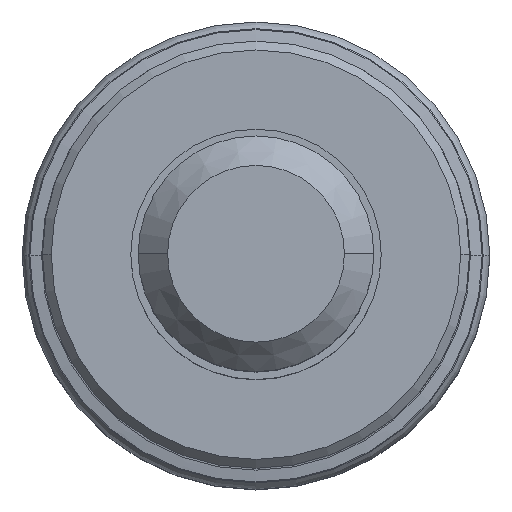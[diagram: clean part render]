
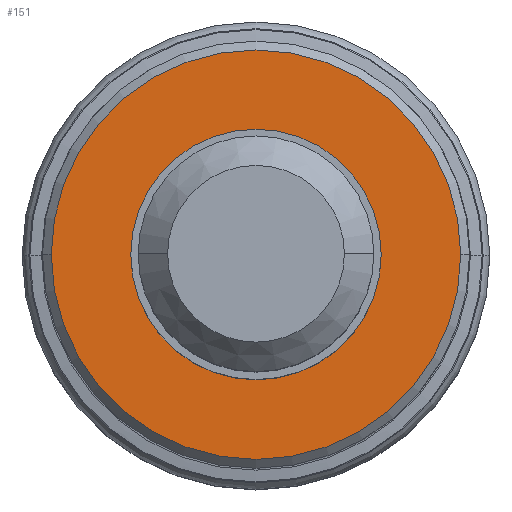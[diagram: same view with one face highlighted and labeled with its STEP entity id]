
A CAD part, top view. The second image highlights one B-rep face of the part: STEP entity #151.
In plain terms, the highlighted planar face has unit normal (0, 0, 1).
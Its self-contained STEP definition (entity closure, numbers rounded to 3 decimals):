
#28=PLANE('',#1273);
#33=FACE_BOUND('',#298,.T.);
#34=FACE_BOUND('',#299,.T.);
#151=ADVANCED_FACE('',(#33,#34),#28,.F.);
#298=EDGE_LOOP('',(#469,#470,#471,#472));
#299=EDGE_LOOP('',(#473,#474));
#469=ORIENTED_EDGE('',*,*,#789,.F.);
#470=ORIENTED_EDGE('',*,*,#790,.F.);
#471=ORIENTED_EDGE('',*,*,#788,.F.);
#472=ORIENTED_EDGE('',*,*,#787,.F.);
#473=ORIENTED_EDGE('',*,*,#791,.F.);
#474=ORIENTED_EDGE('',*,*,#792,.F.);
#671=VERTEX_POINT('',#2788);
#672=VERTEX_POINT('',#2790);
#673=VERTEX_POINT('',#2792);
#674=VERTEX_POINT('',#2796);
#675=VERTEX_POINT('',#2799);
#676=VERTEX_POINT('',#2800);
#787=EDGE_CURVE('',#672,#673,#955,.T.);
#788=EDGE_CURVE('',#673,#671,#956,.T.);
#789=EDGE_CURVE('',#674,#672,#957,.T.);
#790=EDGE_CURVE('',#671,#674,#958,.T.);
#791=EDGE_CURVE('',#675,#676,#959,.T.);
#792=EDGE_CURVE('',#676,#675,#960,.T.);
#955=CIRCLE('',#1266,6.95);
#956=CIRCLE('',#1267,6.95);
#957=CIRCLE('',#1269,6.95);
#958=CIRCLE('',#1270,6.95);
#959=CIRCLE('',#1271,4.25);
#960=CIRCLE('',#1272,4.25);
#1266=AXIS2_PLACEMENT_3D('',#2791,#1535,#1536);
#1267=AXIS2_PLACEMENT_3D('',#2793,#1537,#1538);
#1269=AXIS2_PLACEMENT_3D('',#2795,#1541,#1542);
#1270=AXIS2_PLACEMENT_3D('',#2797,#1543,#1544);
#1271=AXIS2_PLACEMENT_3D('',#2798,#1545,#1546);
#1272=AXIS2_PLACEMENT_3D('',#2801,#1547,#1548);
#1273=AXIS2_PLACEMENT_3D('',#2802,#1549,#1550);
#1535=DIRECTION('',(0.,0.,-1.));
#1536=DIRECTION('',(1.,0.,0.));
#1537=DIRECTION('',(0.,0.,-1.));
#1538=DIRECTION('',(0.,-1.,0.));
#1541=DIRECTION('',(0.,0.,-1.));
#1542=DIRECTION('',(0.,1.,0.));
#1543=DIRECTION('',(0.,0.,-1.));
#1544=DIRECTION('',(-1.,0.,0.));
#1545=DIRECTION('',(0.,0.,1.));
#1546=DIRECTION('',(1.,0.,0.));
#1547=DIRECTION('',(0.,0.,1.));
#1548=DIRECTION('',(-1.,0.,0.));
#1549=DIRECTION('',(0.,0.,-1.));
#1550=DIRECTION('',(-1.,0.,0.));
#2788=CARTESIAN_POINT('',(-6.95,0.,0.));
#2790=CARTESIAN_POINT('',(6.95,0.,0.));
#2791=CARTESIAN_POINT('',(0.,0.,0.));
#2792=CARTESIAN_POINT('',(0.,-6.95,0.));
#2793=CARTESIAN_POINT('',(0.,0.,0.));
#2795=CARTESIAN_POINT('',(0.,0.,0.));
#2796=CARTESIAN_POINT('',(0.,6.95,0.));
#2797=CARTESIAN_POINT('',(0.,0.,0.));
#2798=CARTESIAN_POINT('',(0.,0.,0.));
#2799=CARTESIAN_POINT('',(4.25,0.,0.));
#2800=CARTESIAN_POINT('',(-4.25,0.,0.));
#2801=CARTESIAN_POINT('',(0.,0.,0.));
#2802=CARTESIAN_POINT('',(0.,0.,0.));
